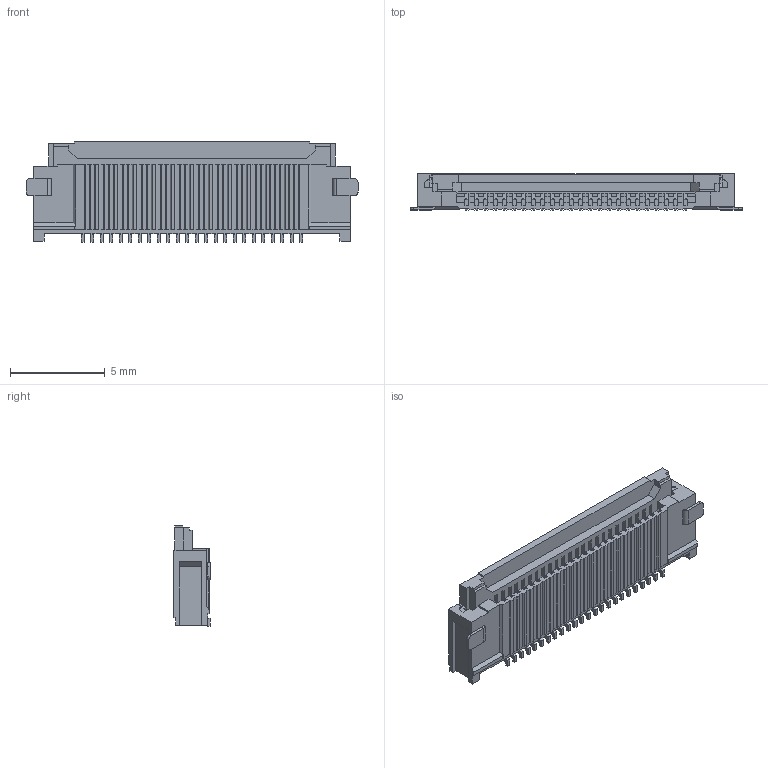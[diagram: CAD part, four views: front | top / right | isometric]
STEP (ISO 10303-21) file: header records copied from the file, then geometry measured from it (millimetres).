
FILE_DESCRIPTION((''),'2;1');
FILE_NAME('5052782433','2016-06-17T',('gsharma'),(''),'PRO/ENGINEER BY PARAMETRIC TECHNOLOGY CORPORATION, 2012310','PRO/ENGINEER BY PARAMETRIC TECHNOLOGY CORPORATION, 2012310','');
FILE_SCHEMA(('CONFIG_CONTROL_DESIGN'));
Length unit declared in the file: millimetre
Products named in the file (1): 5052782433
Bounding box: 17.5 x 1.9 x 5.3 mm (x, y, z)
Volume: 92.1 mm3; surface area: 527.4 mm2
Topology: 1 solids, 1 shells, 1414 faces, 4082 edges, 2716 vertices
Faces by surface type: plane 1230, cylinder 184
Entity records: 45843 total; most frequent: CARTESIAN_POINT 8220, ORIENTED_EDGE 8164, DIRECTION 7278, EDGE_CURVE 4082, VECTOR 3712, LINE 3712, VERTEX_POINT 2716, AXIS2_PLACEMENT_3D 1783
